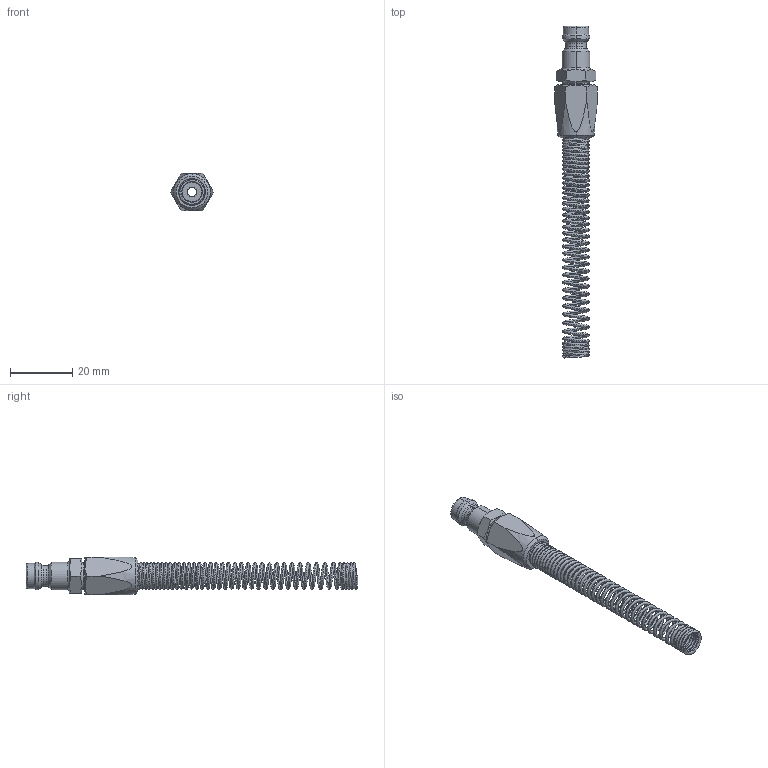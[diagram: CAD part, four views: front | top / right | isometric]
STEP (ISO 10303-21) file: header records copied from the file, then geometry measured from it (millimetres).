
FILE_DESCRIPTION (( 'STEP AP203' ), '1' );
FILE_NAME ('07211430.STEP', '2011-07-14T06:44:44', ( 'SP' ), ( 'sopra-pneumatic' ), 'SwSTEP 2.0', 'SolidWorks 2011', '' );
FILE_SCHEMA (( 'CONFIG_CONTROL_DESIGN' ));
Length unit declared in the file: millimetre
Products named in the file (1): 07211430
Bounding box: 13.86 x 107.05 x 12 mm (x, y, z)
Volume: 3543.1 mm3; surface area: 4846.7 mm2
Topology: 1 solids, 1 shells, 64 faces, 144 edges, 86 vertices
Faces by surface type: cone 20, plane 18, cylinder 14, torus 10, bspline 2
Entity records: 20141 total; most frequent: CARTESIAN_POINT 18669, DIRECTION 292, ORIENTED_EDGE 288, EDGE_CURVE 144, AXIS2_PLACEMENT_3D 123, VERTEX_POINT 86, EDGE_LOOP 70, ADVANCED_FACE 64
